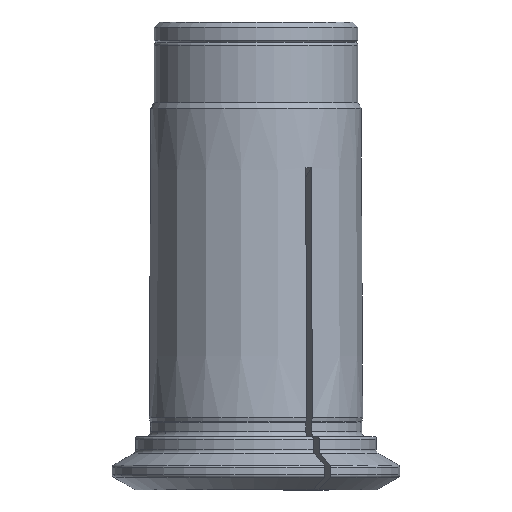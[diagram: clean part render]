
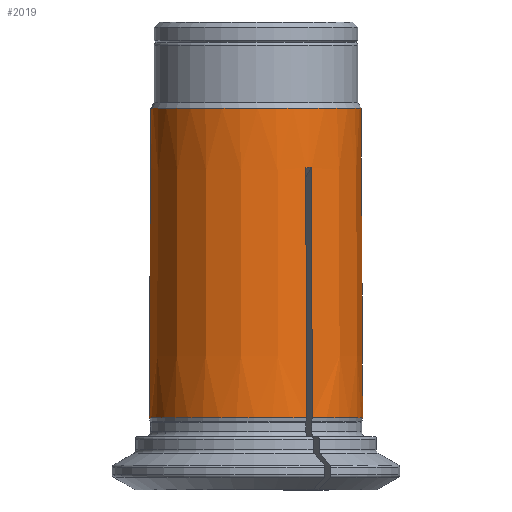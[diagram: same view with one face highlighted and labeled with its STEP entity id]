
A CAD part, front view. The second image highlights one B-rep face of the part: STEP entity #2019.
In plain terms, the highlighted conical face has half-angle 0.287 degrees and reference radius 15.966 mm.
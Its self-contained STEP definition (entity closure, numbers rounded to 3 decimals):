
#27=ELLIPSE('',#2156,20.685,15.845);
#28=ELLIPSE('',#2160,20.685,15.845);
#29=ELLIPSE('',#2164,20.685,15.845);
#65=LINE('',#2716,#128);
#75=LINE('',#2787,#138);
#85=LINE('',#2846,#148);
#114=LINE('',#3053,#177);
#119=LINE('',#3088,#182);
#126=LINE('',#3125,#189);
#128=VECTOR('',#2301,1000.);
#138=VECTOR('',#2323,1000.);
#148=VECTOR('',#2345,1000.);
#177=VECTOR('',#2520,1000.);
#182=VECTOR('',#2533,1000.);
#189=VECTOR('',#2550,1000.);
#624=ORIENTED_EDGE('',*,*,#825,.F.);
#625=ORIENTED_EDGE('',*,*,#840,.T.);
#626=ORIENTED_EDGE('',*,*,#672,.T.);
#627=ORIENTED_EDGE('',*,*,#804,.F.);
#628=ORIENTED_EDGE('',*,*,#812,.F.);
#629=ORIENTED_EDGE('',*,*,#829,.T.);
#630=ORIENTED_EDGE('',*,*,#714,.F.);
#631=ORIENTED_EDGE('',*,*,#796,.F.);
#632=ORIENTED_EDGE('',*,*,#801,.T.);
#633=ORIENTED_EDGE('',*,*,#833,.T.);
#634=ORIENTED_EDGE('',*,*,#694,.T.);
#635=ORIENTED_EDGE('',*,*,#815,.F.);
#636=ORIENTED_EDGE('',*,*,#831,.F.);
#672=EDGE_CURVE('',#870,#869,#65,.T.);
#694=EDGE_CURVE('',#892,#891,#75,.T.);
#714=EDGE_CURVE('',#909,#910,#85,.T.);
#796=EDGE_CURVE('',#966,#909,#27,.T.);
#801=EDGE_CURVE('',#966,#968,#114,.T.);
#804=EDGE_CURVE('',#969,#869,#28,.T.);
#812=EDGE_CURVE('',#973,#969,#119,.T.);
#815=EDGE_CURVE('',#974,#891,#29,.T.);
#825=EDGE_CURVE('',#981,#974,#126,.T.);
#829=EDGE_CURVE('',#973,#910,#1063,.T.);
#831=EDGE_CURVE('',#983,#983,#1065,.T.);
#833=EDGE_CURVE('',#968,#892,#1067,.T.);
#840=EDGE_CURVE('',#981,#870,#1074,.T.);
#869=VERTEX_POINT('',#2715);
#870=VERTEX_POINT('',#2717);
#891=VERTEX_POINT('',#2786);
#892=VERTEX_POINT('',#2788);
#909=VERTEX_POINT('',#2845);
#910=VERTEX_POINT('',#2847);
#966=VERTEX_POINT('',#3041);
#968=VERTEX_POINT('',#3052);
#969=VERTEX_POINT('',#3058);
#973=VERTEX_POINT('',#3087);
#974=VERTEX_POINT('',#3093);
#981=VERTEX_POINT('',#3124);
#983=VERTEX_POINT('',#3141);
#1063=CIRCLE('',#2177,15.966);
#1065=CIRCLE('',#2180,15.735);
#1067=CIRCLE('',#2187,15.966);
#1074=CIRCLE('',#2202,15.966);
#1192=EDGE_LOOP('',(#624,#625,#626,#627,#628,#629,#630,#631,#632,#633,#634,
#635));
#1193=EDGE_LOOP('',(#636));
#1318=FACE_BOUND('',#1192,.T.);
#1319=FACE_BOUND('',#1193,.T.);
#1349=CONICAL_SURFACE('',#2204,15.966,0.005);
#2019=ADVANCED_FACE('',(#1318,#1319),#1349,.T.);
#2156=AXIS2_PLACEMENT_3D('',#3042,#2513,#2514);
#2160=AXIS2_PLACEMENT_3D('',#3059,#2527,#2528);
#2164=AXIS2_PLACEMENT_3D('',#3094,#2540,#2541);
#2177=AXIS2_PLACEMENT_3D('',#3136,#2571,#2572);
#2180=AXIS2_PLACEMENT_3D('',#3140,#2577,#2578);
#2187=AXIS2_PLACEMENT_3D('',#3148,#2591,#2592);
#2202=AXIS2_PLACEMENT_3D('',#3163,#2621,#2622);
#2204=AXIS2_PLACEMENT_3D('',#3165,#2625,#2626);
#2301=DIRECTION('',(-0.003,-0.004,1.));
#2323=DIRECTION('',(-0.003,0.004,1.));
#2345=DIRECTION('',(-0.005,0.,-1.));
#2513=DIRECTION('',(-0.643,0.,-0.766));
#2514=DIRECTION('',(0.766,0.,-0.643));
#2520=DIRECTION('',(-0.005,0.,-1.));
#2527=DIRECTION('',(0.321,0.557,-0.766));
#2528=DIRECTION('',(-0.383,-0.663,-0.643));
#2533=DIRECTION('',(-0.003,-0.004,1.));
#2540=DIRECTION('',(0.321,-0.557,-0.766));
#2541=DIRECTION('',(-0.383,0.663,-0.643));
#2550=DIRECTION('',(-0.003,0.004,1.));
#2571=DIRECTION('',(0.,0.,1.));
#2572=DIRECTION('',(1.,0.,0.));
#2577=DIRECTION('',(0.,0.,1.));
#2578=DIRECTION('',(1.,0.,0.));
#2591=DIRECTION('',(0.,0.,1.));
#2592=DIRECTION('',(1.,0.,0.));
#2621=DIRECTION('',(0.,0.,1.));
#2622=DIRECTION('',(1.,0.,0.));
#2625=DIRECTION('',(0.,0.,-1.));
#2626=DIRECTION('',(-1.,0.,0.));
#2715=CARTESIAN_POINT('',(8.318,13.408,48.233));
#2716=CARTESIAN_POINT('',(8.365,13.489,29.518));
#2717=CARTESIAN_POINT('',(8.412,13.57,10.803));
#2786=CARTESIAN_POINT('',(7.452,-13.908,48.233));
#2787=CARTESIAN_POINT('',(7.499,-13.989,29.518));
#2788=CARTESIAN_POINT('',(7.546,-14.07,10.803));
#2845=CARTESIAN_POINT('',(-15.771,0.5,48.233));
#2846=CARTESIAN_POINT('',(-15.865,0.5,29.518));
#2847=CARTESIAN_POINT('',(-15.958,0.5,10.803));
#3041=CARTESIAN_POINT('',(-15.771,-0.5,48.233));
#3042=CARTESIAN_POINT('',(0.066,0.,34.944));
#3052=CARTESIAN_POINT('',(-15.958,-0.5,10.803));
#3053=CARTESIAN_POINT('',(-15.865,-0.5,29.518));
#3058=CARTESIAN_POINT('',(7.452,13.908,48.233));
#3059=CARTESIAN_POINT('',(-0.033,-0.058,34.944));
#3087=CARTESIAN_POINT('',(7.546,14.07,10.803));
#3088=CARTESIAN_POINT('',(7.499,13.989,29.518));
#3093=CARTESIAN_POINT('',(8.318,-13.408,48.233));
#3094=CARTESIAN_POINT('',(-0.033,0.058,34.944));
#3124=CARTESIAN_POINT('',(8.412,-13.57,10.803));
#3125=CARTESIAN_POINT('',(8.365,-13.489,29.518));
#3136=CARTESIAN_POINT('',(0.,0.,10.803));
#3140=CARTESIAN_POINT('',(0.,0.,57.094));
#3141=CARTESIAN_POINT('',(15.735,0.,57.094));
#3148=CARTESIAN_POINT('',(0.,0.,10.803));
#3163=CARTESIAN_POINT('',(0.,0.,10.803));
#3165=CARTESIAN_POINT('',(0.,0.,10.803));
